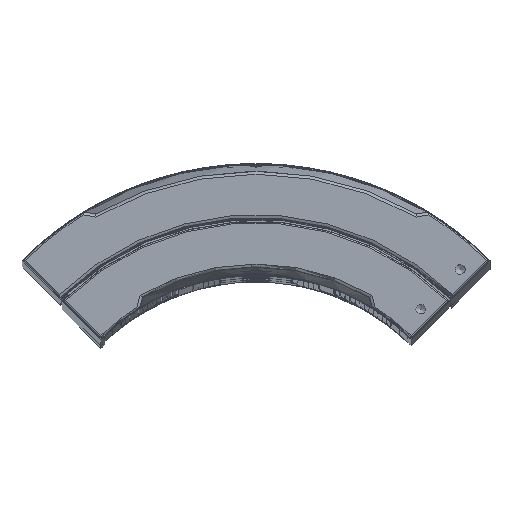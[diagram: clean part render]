
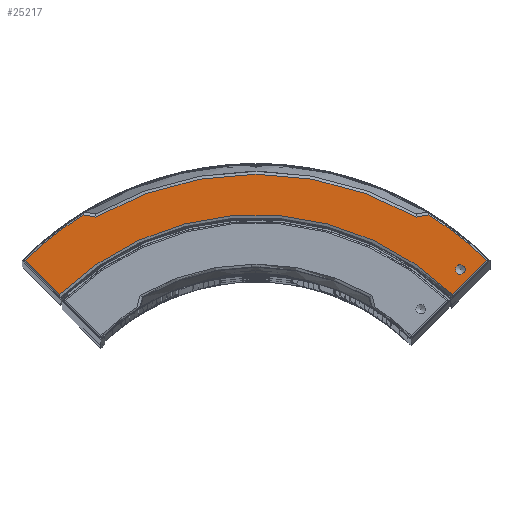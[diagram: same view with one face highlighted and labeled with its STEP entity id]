
A CAD part, top view. The second image highlights one B-rep face of the part: STEP entity #25217.
In plain terms, the highlighted planar face has unit normal (0, 0, 1).
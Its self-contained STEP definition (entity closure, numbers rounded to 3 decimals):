
#25217=ADVANCED_FACE('',(#28250,#28251),#27572,.T.);
#27572=PLANE('',#79645);
#28250=FACE_BOUND('',#33414,.T.);
#28251=FACE_BOUND('',#33415,.T.);
#33414=EDGE_LOOP('',(#57578));
#33415=EDGE_LOOP('',(#57579,#57580,#57581,#57582,#57583,#57584,#57585,#57586));
#35282=LINE('',#804836,#37088);
#35283=LINE('',#804840,#37089);
#35284=LINE('',#804844,#37090);
#35285=LINE('',#804848,#37091);
#37088=VECTOR('',#88569,1.);
#37089=VECTOR('',#88572,1.);
#37090=VECTOR('',#88575,1.);
#37091=VECTOR('',#88578,1.);
#57578=ORIENTED_EDGE('',*,*,#75188,.T.);
#57579=ORIENTED_EDGE('',*,*,#75189,.T.);
#57580=ORIENTED_EDGE('',*,*,#75190,.T.);
#57581=ORIENTED_EDGE('',*,*,#75191,.T.);
#57582=ORIENTED_EDGE('',*,*,#75192,.T.);
#57583=ORIENTED_EDGE('',*,*,#75193,.T.);
#57584=ORIENTED_EDGE('',*,*,#75194,.T.);
#57585=ORIENTED_EDGE('',*,*,#75195,.T.);
#57586=ORIENTED_EDGE('',*,*,#75196,.T.);
#64749=VERTEX_POINT('',#804832);
#64750=VERTEX_POINT('',#804834);
#64751=VERTEX_POINT('',#804835);
#64752=VERTEX_POINT('',#804837);
#64753=VERTEX_POINT('',#804839);
#64754=VERTEX_POINT('',#804841);
#64755=VERTEX_POINT('',#804843);
#64756=VERTEX_POINT('',#804845);
#64757=VERTEX_POINT('',#804847);
#75188=EDGE_CURVE('',#64749,#64749,#76108,.T.);
#75189=EDGE_CURVE('',#64750,#64751,#76109,.T.);
#75190=EDGE_CURVE('',#64751,#64752,#35282,.T.);
#75191=EDGE_CURVE('',#64752,#64753,#76110,.T.);
#75192=EDGE_CURVE('',#64753,#64754,#35283,.T.);
#75193=EDGE_CURVE('',#64754,#64755,#76111,.T.);
#75194=EDGE_CURVE('',#64755,#64756,#35284,.T.);
#75195=EDGE_CURVE('',#64756,#64757,#76112,.T.);
#75196=EDGE_CURVE('',#64757,#64750,#35285,.T.);
#76108=CIRCLE('',#79640,1.65);
#76109=CIRCLE('',#79641,112.166);
#76110=CIRCLE('',#79642,109.37);
#76111=CIRCLE('',#79643,112.166);
#76112=CIRCLE('',#79644,95.613);
#79640=AXIS2_PLACEMENT_3D('',#804831,#88565,#88566);
#79641=AXIS2_PLACEMENT_3D('',#804833,#88567,#88568);
#79642=AXIS2_PLACEMENT_3D('',#804838,#88570,#88571);
#79643=AXIS2_PLACEMENT_3D('',#804842,#88573,#88574);
#79644=AXIS2_PLACEMENT_3D('',#804846,#88576,#88577);
#79645=AXIS2_PLACEMENT_3D('',#804849,#88579,#88580);
#88565=DIRECTION('',(0.,0.,-1.));
#88566=DIRECTION('',(-1.,0.,0.));
#88567=DIRECTION('',(0.,0.,1.));
#88568=DIRECTION('',(1.,0.,0.));
#88569=DIRECTION('',(-0.984,-0.178,0.));
#88570=DIRECTION('',(0.,0.,1.));
#88571=DIRECTION('',(1.,0.,0.));
#88572=DIRECTION('',(-0.984,0.178,0.));
#88573=DIRECTION('',(0.,0.,1.));
#88574=DIRECTION('',(1.,0.,0.));
#88575=DIRECTION('',(0.707,-0.707,0.));
#88576=DIRECTION('',(0.,0.,-1.));
#88577=DIRECTION('',(1.,0.,0.));
#88578=DIRECTION('',(0.707,0.707,0.));
#88579=DIRECTION('',(0.,0.,1.));
#88580=DIRECTION('',(1.,0.,0.));
#804831=CARTESIAN_POINT('',(69.537,76.958,161.713));
#804832=CARTESIAN_POINT('',(67.887,76.958,161.713));
#804833=CARTESIAN_POINT('',(0.,0.,161.713));
#804834=CARTESIAN_POINT('',(78.511,80.108,161.713));
#804835=CARTESIAN_POINT('',(58.728,95.563,161.713));
#804836=CARTESIAN_POINT('',(54.896,94.868,161.713));
#804837=CARTESIAN_POINT('',(54.537,94.803,161.713));
#804838=CARTESIAN_POINT('',(0.,0.,161.713));
#804839=CARTESIAN_POINT('',(-54.537,94.803,161.713));
#804840=CARTESIAN_POINT('',(14.91,82.207,161.713));
#804841=CARTESIAN_POINT('',(-58.728,95.563,161.713));
#804842=CARTESIAN_POINT('',(0.,0.,161.713));
#804843=CARTESIAN_POINT('',(-78.511,80.108,161.713));
#804844=CARTESIAN_POINT('',(0.798,0.798,161.713));
#804845=CARTESIAN_POINT('',(-66.806,68.402,161.713));
#804846=CARTESIAN_POINT('',(0.,0.,161.713));
#804847=CARTESIAN_POINT('',(66.806,68.402,161.713));
#804848=CARTESIAN_POINT('',(-0.798,0.798,161.713));
#804849=CARTESIAN_POINT('',(0.,0.,161.713));
